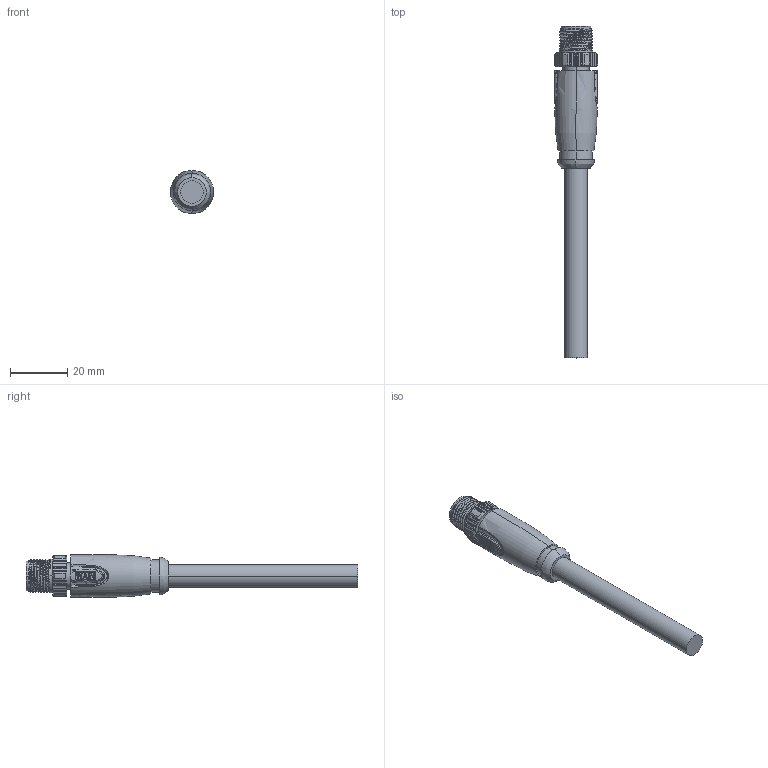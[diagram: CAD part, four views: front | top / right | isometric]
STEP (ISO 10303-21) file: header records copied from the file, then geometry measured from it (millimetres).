
FILE_DESCRIPTION((''),'2;1');
FILE_NAME('MSBR-10_1','2022-07-14T',('lian.chen'),(''),'PRO/ENGINEER BY PARAMETRIC TECHNOLOGY CORPORATION, 2012480','PRO/ENGINEER BY PARAMETRIC TECHNOLOGY CORPORATION, 2012480','');
FILE_SCHEMA(('CONFIG_CONTROL_DESIGN'));
Length unit declared in the file: millimetre
Products named in the file (1): MSBR-10_1
Bounding box: 15.2 x 116.1 x 15 mm (x, y, z)
Volume: 9941.4 mm3; surface area: 5320.6 mm2
Topology: 1 solids, 2 shells, 504 faces, 1336 edges, 869 vertices
Faces by surface type: plane 250, cylinder 117, extrusion 44, cone 33, bspline 26, torus 20, sphere 8, revolution 6
Entity records: 21916 total; most frequent: CARTESIAN_POINT 10061, ORIENTED_EDGE 2656, DIRECTION 2096, EDGE_CURVE 1328, VERTEX_POINT 869, AXIS2_PLACEMENT_3D 700, VECTOR 690, LINE 646
